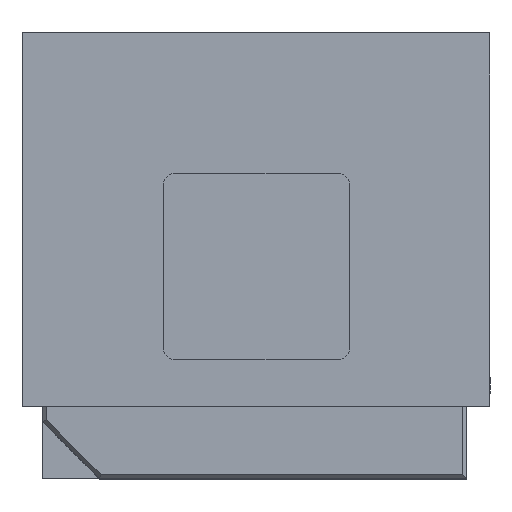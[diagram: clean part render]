
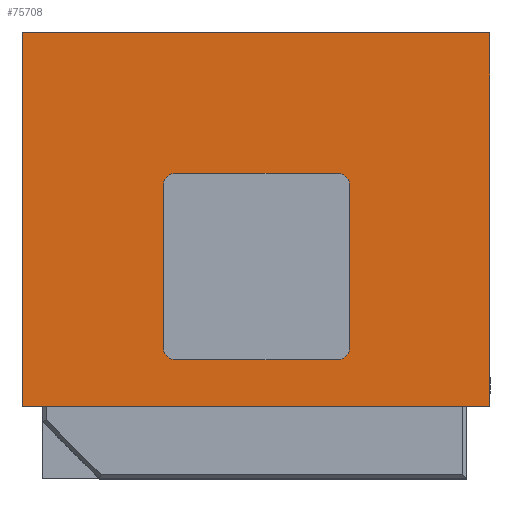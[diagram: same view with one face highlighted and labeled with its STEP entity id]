
A CAD part, top view. The second image highlights one B-rep face of the part: STEP entity #75708.
In plain terms, the highlighted planar face has unit normal (0, 0, 1).
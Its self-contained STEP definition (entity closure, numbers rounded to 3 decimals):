
#1193 = ORIENTED_EDGE ( 'NONE', *, *, #109854, .F. ) ;
#1208 = ORIENTED_EDGE ( 'NONE', *, *, #140465, .F. ) ;
#1960 = EDGE_CURVE ( 'NONE', #143545, #28016, #46260, .T. ) ;
#5523 = AXIS2_PLACEMENT_3D ( 'NONE', #131734, #39537, #26737 ) ;
#5638 = CARTESIAN_POINT ( 'NONE',  ( -29.815, -22.824, 0. ) ) ;
#5741 = CIRCLE ( 'NONE', #76634, 1.588 ) ;
#8207 = VERTEX_POINT ( 'NONE', #25684 ) ;
#9919 = LINE ( 'NONE', #134410, #20358 ) ;
#11021 = DIRECTION ( 'NONE',  ( 0., 0., 1. ) ) ;
#14407 = CIRCLE ( 'NONE', #5523, 1.587 ) ;
#15889 = VERTEX_POINT ( 'NONE', #163196 ) ;
#17912 = DIRECTION ( 'NONE',  ( 0., 0., 1. ) ) ;
#20358 = VECTOR ( 'NONE', #148916, 1000. ) ;
#21043 = VERTEX_POINT ( 'NONE', #169150 ) ;
#22769 = ORIENTED_EDGE ( 'NONE', *, *, #58155, .F. ) ;
#22956 = EDGE_LOOP ( 'NONE', ( #58944, #22769, #158552, #1208, #87308, #1193, #143452, #134740 ) ) ;
#23730 = LINE ( 'NONE', #166758, #126022 ) ;
#24731 = DIRECTION ( 'NONE',  ( 0., 0., 1. ) ) ;
#25684 = CARTESIAN_POINT ( 'NONE',  ( -11.727, -17.324, 0. ) ) ;
#26737 = DIRECTION ( 'NONE',  ( 1., 0., 0. ) ) ;
#28016 = VERTEX_POINT ( 'NONE', #101675 ) ;
#28244 = CARTESIAN_POINT ( 'NONE',  ( -13.315, 3.088, 0. ) ) ;
#30727 = VECTOR ( 'NONE', #65996, 1000. ) ;
#32153 = FACE_BOUND ( 'NONE', #22956, .T. ) ;
#32470 = AXIS2_PLACEMENT_3D ( 'NONE', #90605, #24731, #142564 ) ;
#32866 = AXIS2_PLACEMENT_3D ( 'NONE', #44866, #57743, #71779 ) ;
#35284 = CARTESIAN_POINT ( 'NONE',  ( 8.685, 3.088, 0. ) ) ;
#36567 = CARTESIAN_POINT ( 'NONE',  ( 8.685, 3.088, 0. ) ) ;
#39537 = DIRECTION ( 'NONE',  ( 0., 0., 1. ) ) ;
#42304 = EDGE_CURVE ( 'NONE', #123172, #21043, #58986, .T. ) ;
#42341 = VERTEX_POINT ( 'NONE', #61608 ) ;
#43759 = DIRECTION ( 'NONE',  ( 1., 0., 0. ) ) ;
#44866 = CARTESIAN_POINT ( 'NONE',  ( -29.815, -22.824, 0. ) ) ;
#46260 = LINE ( 'NONE', #28244, #100607 ) ;
#46353 = VECTOR ( 'NONE', #43759, 1000. ) ;
#46655 = VERTEX_POINT ( 'NONE', #159849 ) ;
#49251 = CARTESIAN_POINT ( 'NONE',  ( 7.098, -17.324, 0. ) ) ;
#52694 = DIRECTION ( 'NONE',  ( 0., -1., 0. ) ) ;
#53703 = CARTESIAN_POINT ( 'NONE',  ( -29.815, 21.176, 0. ) ) ;
#55091 = VERTEX_POINT ( 'NONE', #49251 ) ;
#57743 = DIRECTION ( 'NONE',  ( 0., 0., 1. ) ) ;
#58155 = EDGE_CURVE ( 'NONE', #87374, #15889, #23730, .T. ) ;
#58944 = ORIENTED_EDGE ( 'NONE', *, *, #103423, .F. ) ;
#58986 = LINE ( 'NONE', #163332, #46353 ) ;
#59986 = LINE ( 'NONE', #53703, #30727 ) ;
#61435 = FACE_OUTER_BOUND ( 'NONE', #92635, .T. ) ;
#61438 = DIRECTION ( 'NONE',  ( 0., 1., 0. ) ) ;
#61608 = CARTESIAN_POINT ( 'NONE',  ( -29.815, 21.176, 0. ) ) ;
#65996 = DIRECTION ( 'NONE',  ( 0., -1., 0. ) ) ;
#71779 = DIRECTION ( 'NONE',  ( 1., 0., 0. ) ) ;
#74061 = LINE ( 'NONE', #36567, #153378 ) ;
#75708 = ADVANCED_FACE ( 'NONE', ( #32153, #61435 ), #85730, .T. ) ;
#76634 = AXIS2_PLACEMENT_3D ( 'NONE', #152600, #17912, #111306 ) ;
#82900 = CARTESIAN_POINT ( 'NONE',  ( 7.098, 4.676, 0. ) ) ;
#85730 = PLANE ( 'NONE',  #32866 ) ;
#86535 = VERTEX_POINT ( 'NONE', #35284 ) ;
#86837 = EDGE_CURVE ( 'NONE', #161544, #42341, #160485, .T. ) ;
#87193 = CIRCLE ( 'NONE', #160035, 1.588 ) ;
#87308 = ORIENTED_EDGE ( 'NONE', *, *, #99461, .F. ) ;
#87374 = VERTEX_POINT ( 'NONE', #82900 ) ;
#90605 = CARTESIAN_POINT ( 'NONE',  ( -11.727, 3.088, 0. ) ) ;
#91628 = ORIENTED_EDGE ( 'NONE', *, *, #173017, .T. ) ;
#92635 = EDGE_LOOP ( 'NONE', ( #91628, #96996, #135252, #159045 ) ) ;
#96542 = EDGE_CURVE ( 'NONE', #28016, #8207, #14407, .T. ) ;
#96996 = ORIENTED_EDGE ( 'NONE', *, *, #42304, .T. ) ;
#99461 = EDGE_CURVE ( 'NONE', #55091, #46655, #5741, .T. ) ;
#100607 = VECTOR ( 'NONE', #52694, 1000. ) ;
#101675 = CARTESIAN_POINT ( 'NONE',  ( -13.315, -15.737, 0. ) ) ;
#103423 = EDGE_CURVE ( 'NONE', #15889, #143545, #134861, .T. ) ;
#104386 = DIRECTION ( 'NONE',  ( 1., 0., 0. ) ) ;
#109854 = EDGE_CURVE ( 'NONE', #8207, #55091, #9919, .T. ) ;
#111306 = DIRECTION ( 'NONE',  ( -1., 0., 0. ) ) ;
#116140 = CARTESIAN_POINT ( 'NONE',  ( 25.185, 21.176, 0. ) ) ;
#123172 = VERTEX_POINT ( 'NONE', #5638 ) ;
#126022 = VECTOR ( 'NONE', #140542, 1000. ) ;
#129260 = VECTOR ( 'NONE', #159398, 1000. ) ;
#130365 = EDGE_CURVE ( 'NONE', #21043, #161544, #147912, .T. ) ;
#131734 = CARTESIAN_POINT ( 'NONE',  ( -11.727, -15.737, 0. ) ) ;
#134410 = CARTESIAN_POINT ( 'NONE',  ( -11.727, -17.324, 0. ) ) ;
#134740 = ORIENTED_EDGE ( 'NONE', *, *, #1960, .F. ) ;
#134861 = CIRCLE ( 'NONE', #32470, 1.588 ) ;
#135252 = ORIENTED_EDGE ( 'NONE', *, *, #130365, .T. ) ;
#140465 = EDGE_CURVE ( 'NONE', #46655, #86535, #74061, .T. ) ;
#140542 = DIRECTION ( 'NONE',  ( -1., 0., 0. ) ) ;
#142564 = DIRECTION ( 'NONE',  ( 1., 0., 0. ) ) ;
#142906 = CARTESIAN_POINT ( 'NONE',  ( 7.098, 3.088, 0. ) ) ;
#143452 = ORIENTED_EDGE ( 'NONE', *, *, #96542, .F. ) ;
#143545 = VERTEX_POINT ( 'NONE', #153923 ) ;
#144448 = DIRECTION ( 'NONE',  ( 0., 1., 0. ) ) ;
#147912 = LINE ( 'NONE', #154746, #149932 ) ;
#148916 = DIRECTION ( 'NONE',  ( 1., 0., 0. ) ) ;
#149932 = VECTOR ( 'NONE', #61438, 1000. ) ;
#152600 = CARTESIAN_POINT ( 'NONE',  ( 7.098, -15.737, 0. ) ) ;
#153378 = VECTOR ( 'NONE', #144448, 1000. ) ;
#153923 = CARTESIAN_POINT ( 'NONE',  ( -13.315, 3.088, 0. ) ) ;
#154746 = CARTESIAN_POINT ( 'NONE',  ( 25.185, 21.176, 0. ) ) ;
#158552 = ORIENTED_EDGE ( 'NONE', *, *, #161585, .F. ) ;
#159045 = ORIENTED_EDGE ( 'NONE', *, *, #86837, .T. ) ;
#159398 = DIRECTION ( 'NONE',  ( -1., 0., 0. ) ) ;
#159849 = CARTESIAN_POINT ( 'NONE',  ( 8.685, -15.737, 0. ) ) ;
#160035 = AXIS2_PLACEMENT_3D ( 'NONE', #142906, #11021, #104386 ) ;
#160485 = LINE ( 'NONE', #161123, #129260 ) ;
#161123 = CARTESIAN_POINT ( 'NONE',  ( -29.815, 21.176, 0. ) ) ;
#161544 = VERTEX_POINT ( 'NONE', #116140 ) ;
#161585 = EDGE_CURVE ( 'NONE', #86535, #87374, #87193, .T. ) ;
#163196 = CARTESIAN_POINT ( 'NONE',  ( -11.727, 4.676, 0. ) ) ;
#163332 = CARTESIAN_POINT ( 'NONE',  ( -29.815, -22.824, 0. ) ) ;
#166758 = CARTESIAN_POINT ( 'NONE',  ( -11.727, 4.676, 0. ) ) ;
#169150 = CARTESIAN_POINT ( 'NONE',  ( 25.185, -22.824, 0. ) ) ;
#173017 = EDGE_CURVE ( 'NONE', #42341, #123172, #59986, .T. ) ;
